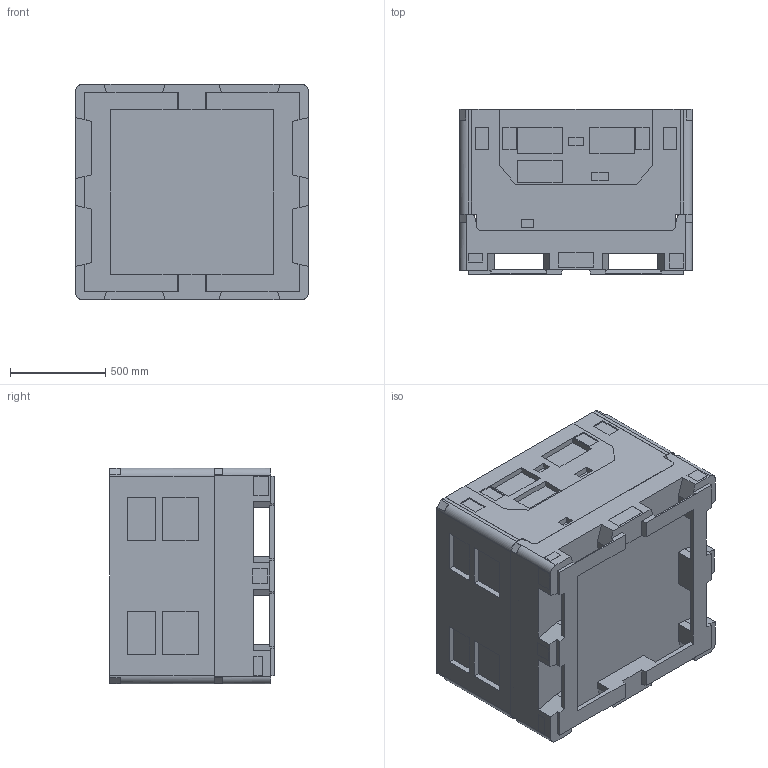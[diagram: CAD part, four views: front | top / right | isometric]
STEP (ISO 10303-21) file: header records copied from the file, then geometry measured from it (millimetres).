
FILE_DESCRIPTION((''),'2;1');
FILE_NAME('124007WSM_ASM','2025-06-20T15:11:49',('SYSTEM'),(''),'CREO PARAMETRIC BY PTC INC, 2023294','CREO PARAMETRIC BY PTC INC, 2023294','');
FILE_SCHEMA(('CONFIG_CONTROL_DESIGN'));
Length unit declared in the file: inch
Products named in the file (6): 122122SM; 123914SM; 123915SM; 123913SM; 123918SM; 124007WSM_ASM
Assembly tree (6 placements, depth 2):
  124007WSM_ASM
    122122SM
    123914SM
    123915SM
    123913SM
    123918SM  x2
Bounding box: 1219.2 x 863.09 x 1130.3 mm (x, y, z)
Volume: 201521451.5 mm3; surface area: 11812170.8 mm2
Topology: 6 solids, 6 shells, 556 faces, 1567 edges, 1046 vertices
Faces by surface type: plane 504, cylinder 52
Entity records: 16269 total; most frequent: CARTESIAN_POINT 2892, ORIENTED_EDGE 2844, DIRECTION 2569, EDGE_CURVE 1422, VECTOR 1319, LINE 1319, VERTEX_POINT 948, AXIS2_PLACEMENT_3D 625
